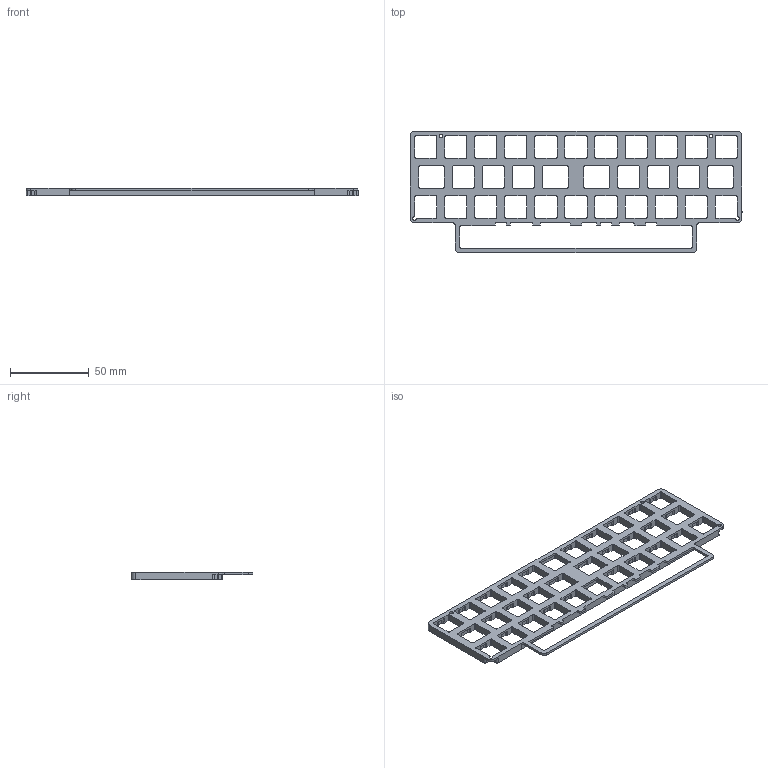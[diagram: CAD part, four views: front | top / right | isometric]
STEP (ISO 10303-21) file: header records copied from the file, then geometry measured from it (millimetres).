
FILE_DESCRIPTION(/* description */ (''),/* implementation_level */ '2;1');
FILE_NAME(/* name */ 'hhkb plate treadstone universal.step',/* time_stamp */ '2024-05-16T00:40:44-04:00',/* author */ (''),/* organization */ (''),/* preprocessor_version */ 'ST-DEVELOPER v20',/* originating_system */ 'Autodesk Translation Framework v12.20.1.177',/* authorisation */ '');
FILE_SCHEMA (('AUTOMOTIVE_DESIGN { 1 0 10303 214 3 1 1 }'));
Length unit declared in the file: millimetre
Products named in the file (1): hhkb plate
Bounding box: 210.7 x 77.35 x 4.75 mm (x, y, z)
Volume: 27265.9 mm3; surface area: 24973.4 mm2
Topology: 1 solids, 1 shells, 747 faces, 2236 edges, 1490 vertices
Faces by surface type: cylinder 432, plane 315
Full cylindrical faces by diameter (mm): 2.3 x2
Entity records: 25640 total; most frequent: DIRECTION 4596, CARTESIAN_POINT 4474, ORIENTED_EDGE 4472, EDGE_CURVE 2236, AXIS2_PLACEMENT_3D 1612, VERTEX_POINT 1490, LINE 1372, VECTOR 1372
